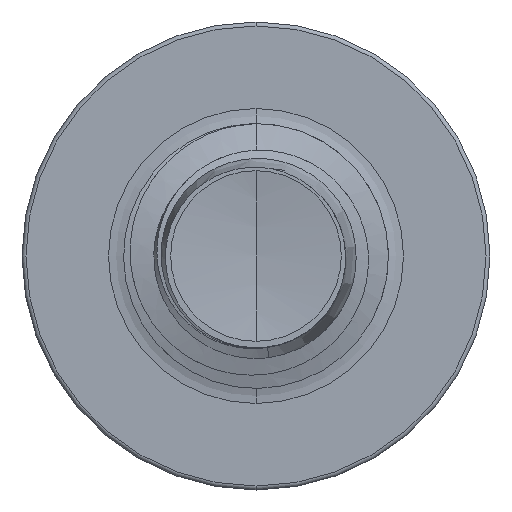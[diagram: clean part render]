
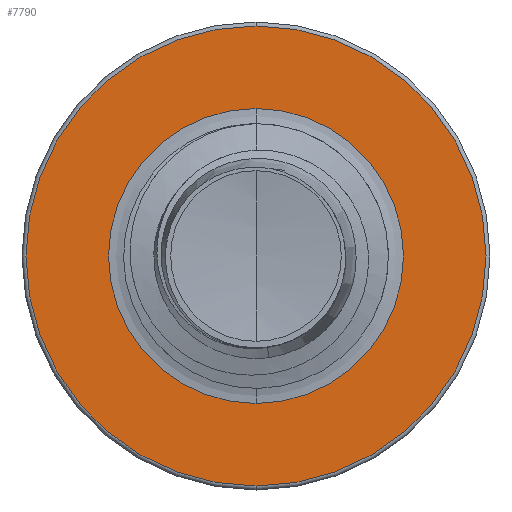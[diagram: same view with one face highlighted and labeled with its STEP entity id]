
A CAD part, front view. The second image highlights one B-rep face of the part: STEP entity #7790.
In plain terms, the highlighted planar face has unit normal (0, -1, 0).
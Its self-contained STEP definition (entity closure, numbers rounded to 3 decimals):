
#439 = EDGE_LOOP ( 'NONE', ( #11782, #4248 ) ) ;
#732 = DIRECTION ( 'NONE',  ( 0., 0., 1. ) ) ;
#800 = EDGE_CURVE ( 'NONE', #3951, #4216, #807, .T. ) ;
#807 = CIRCLE ( 'NONE', #10967, 1.67 ) ;
#1924 = FACE_BOUND ( 'NONE', #8428, .T. ) ;
#2524 = DIRECTION ( 'NONE',  ( 0., 0., 1. ) ) ;
#2546 = DIRECTION ( 'NONE',  ( 0., 1., 0. ) ) ;
#2621 = CARTESIAN_POINT ( 'NONE',  ( 0., 2.5, -1.67 ) ) ;
#2714 = PLANE ( 'NONE',  #11887 ) ;
#3630 = EDGE_CURVE ( 'NONE', #4216, #3951, #12538, .T. ) ;
#3650 = EDGE_CURVE ( 'NONE', #4433, #4155, #9658, .T. ) ;
#3951 = VERTEX_POINT ( 'NONE', #10484 ) ;
#4155 = VERTEX_POINT ( 'NONE', #9228 ) ;
#4216 = VERTEX_POINT ( 'NONE', #8707 ) ;
#4248 = ORIENTED_EDGE ( 'NONE', *, *, #3650, .F. ) ;
#4433 = VERTEX_POINT ( 'NONE', #7066 ) ;
#6223 = AXIS2_PLACEMENT_3D ( 'NONE', #11114, #11112, #11104 ) ;
#7066 = CARTESIAN_POINT ( 'NONE',  ( 0., 2.5, -2.605 ) ) ;
#7481 = ORIENTED_EDGE ( 'NONE', *, *, #3630, .T. ) ;
#7790 = ADVANCED_FACE ( 'NONE', ( #10469, #1924 ), #2714, .F. ) ;
#7834 = CIRCLE ( 'NONE', #12637, 2.605 ) ;
#8308 = CARTESIAN_POINT ( 'NONE',  ( 0., 2.5, 0. ) ) ;
#8428 = EDGE_LOOP ( 'NONE', ( #7481, #10351 ) ) ;
#8707 = CARTESIAN_POINT ( 'NONE',  ( 0., 2.5, 1.67 ) ) ;
#9228 = CARTESIAN_POINT ( 'NONE',  ( 0., 2.5, 2.605 ) ) ;
#9658 = CIRCLE ( 'NONE', #6223, 2.605 ) ;
#10351 = ORIENTED_EDGE ( 'NONE', *, *, #800, .T. ) ;
#10469 = FACE_OUTER_BOUND ( 'NONE', #439, .T. ) ;
#10484 = CARTESIAN_POINT ( 'NONE',  ( 0., 2.5, -1.67 ) ) ;
#10967 = AXIS2_PLACEMENT_3D ( 'NONE', #8308, #12619, #732 ) ;
#11015 = AXIS2_PLACEMENT_3D ( 'NONE', #11141, #11133, #11131 ) ;
#11104 = DIRECTION ( 'NONE',  ( 0., 0., 1. ) ) ;
#11112 = DIRECTION ( 'NONE',  ( 0., 1., 0. ) ) ;
#11114 = CARTESIAN_POINT ( 'NONE',  ( 0., 2.5, 0. ) ) ;
#11131 = DIRECTION ( 'NONE',  ( 0., 0., 1. ) ) ;
#11133 = DIRECTION ( 'NONE',  ( 0., 1., 0. ) ) ;
#11141 = CARTESIAN_POINT ( 'NONE',  ( 0., 2.5, 0. ) ) ;
#11316 = DIRECTION ( 'NONE',  ( 0., 0., 1. ) ) ;
#11330 = DIRECTION ( 'NONE',  ( 0., 1., 0. ) ) ;
#11342 = CARTESIAN_POINT ( 'NONE',  ( 0., 2.5, 0. ) ) ;
#11782 = ORIENTED_EDGE ( 'NONE', *, *, #11928, .F. ) ;
#11887 = AXIS2_PLACEMENT_3D ( 'NONE', #2621, #2546, #2524 ) ;
#11928 = EDGE_CURVE ( 'NONE', #4155, #4433, #7834, .T. ) ;
#12538 = CIRCLE ( 'NONE', #11015, 1.67 ) ;
#12619 = DIRECTION ( 'NONE',  ( 0., 1., 0. ) ) ;
#12637 = AXIS2_PLACEMENT_3D ( 'NONE', #11342, #11330, #11316 ) ;
